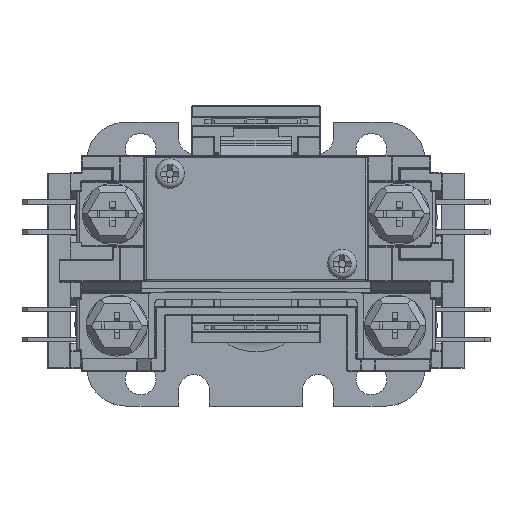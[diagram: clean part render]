
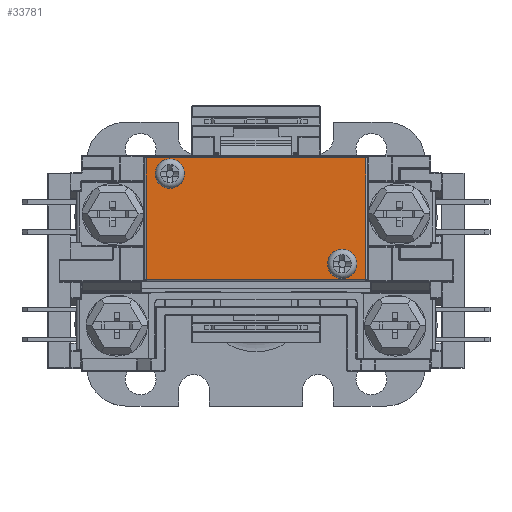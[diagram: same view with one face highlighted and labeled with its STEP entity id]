
A CAD part, top view. The second image highlights one B-rep face of the part: STEP entity #33781.
In plain terms, the highlighted planar face has unit normal (0, 0, 1).
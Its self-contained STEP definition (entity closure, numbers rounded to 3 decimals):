
#1579=FACE_BOUND('',#5305,.T.);
#1580=FACE_BOUND('',#5306,.T.);
#1915=PLANE('',#36623);
#3541=FACE_OUTER_BOUND('',#5304,.T.);
#5304=EDGE_LOOP('',(#25526,#25527,#25528,#25529));
#5305=EDGE_LOOP('',(#25530,#25531));
#5306=EDGE_LOOP('',(#25532,#25533));
#7542=LINE('',#54261,#10486);
#7544=LINE('',#54264,#10488);
#7550=LINE('',#54273,#10494);
#7552=LINE('',#54276,#10496);
#10486=VECTOR('',#43390,10.);
#10488=VECTOR('',#43394,10.);
#10494=VECTOR('',#43406,10.);
#10496=VECTOR('',#43410,10.);
#12917=CIRCLE('',#36478,2.625);
#12918=CIRCLE('',#36479,2.625);
#12923=CIRCLE('',#36487,2.625);
#12924=CIRCLE('',#36488,2.625);
#14758=VERTEX_POINT('',#53764);
#14759=VERTEX_POINT('',#53766);
#14762=VERTEX_POINT('',#53778);
#14763=VERTEX_POINT('',#53780);
#14912=VERTEX_POINT('',#54236);
#14915=VERTEX_POINT('',#54243);
#14916=VERTEX_POINT('',#54247);
#14921=VERTEX_POINT('',#54257);
#18492=EDGE_CURVE('',#14759,#14758,#12917,.T.);
#18493=EDGE_CURVE('',#14758,#14759,#12918,.T.);
#18499=EDGE_CURVE('',#14763,#14762,#12923,.T.);
#18500=EDGE_CURVE('',#14762,#14763,#12924,.T.);
#18733=EDGE_CURVE('',#14916,#14921,#7542,.T.);
#18735=EDGE_CURVE('',#14921,#14915,#7544,.T.);
#18741=EDGE_CURVE('',#14912,#14916,#7550,.T.);
#18743=EDGE_CURVE('',#14915,#14912,#7552,.T.);
#25526=ORIENTED_EDGE('',*,*,#18733,.F.);
#25527=ORIENTED_EDGE('',*,*,#18741,.F.);
#25528=ORIENTED_EDGE('',*,*,#18743,.F.);
#25529=ORIENTED_EDGE('',*,*,#18735,.F.);
#25530=ORIENTED_EDGE('',*,*,#18492,.T.);
#25531=ORIENTED_EDGE('',*,*,#18493,.T.);
#25532=ORIENTED_EDGE('',*,*,#18499,.T.);
#25533=ORIENTED_EDGE('',*,*,#18500,.T.);
#33781=ADVANCED_FACE('',(#3541,#1579,#1580),#1915,.T.);
#36478=AXIS2_PLACEMENT_3D('',#53767,#42922,#42923);
#36479=AXIS2_PLACEMENT_3D('',#53768,#42924,#42925);
#36487=AXIS2_PLACEMENT_3D('',#53781,#42941,#42942);
#36488=AXIS2_PLACEMENT_3D('',#53782,#42943,#42944);
#36623=AXIS2_PLACEMENT_3D('',#54286,#43424,#43425);
#42922=DIRECTION('center_axis',(0.,0.,-1.));
#42923=DIRECTION('ref_axis',(1.,0.,0.));
#42924=DIRECTION('center_axis',(0.,0.,-1.));
#42925=DIRECTION('ref_axis',(1.,0.,0.));
#42941=DIRECTION('center_axis',(0.,0.,-1.));
#42942=DIRECTION('ref_axis',(1.,0.,0.));
#42943=DIRECTION('center_axis',(0.,0.,-1.));
#42944=DIRECTION('ref_axis',(1.,0.,0.));
#43390=DIRECTION('',(-1.,0.,0.));
#43394=DIRECTION('',(0.,1.,0.));
#43406=DIRECTION('',(0.,-1.,0.));
#43410=DIRECTION('',(1.,0.,0.));
#43424=DIRECTION('center_axis',(0.,0.,1.));
#43425=DIRECTION('ref_axis',(1.,0.,0.));
#53764=CARTESIAN_POINT('',(12.8,-0.075,65.));
#53766=CARTESIAN_POINT('',(18.05,-0.075,65.));
#53767=CARTESIAN_POINT('Origin',(15.425,-0.075,65.));
#53768=CARTESIAN_POINT('Origin',(15.425,-0.075,65.));
#53778=CARTESIAN_POINT('',(-18.05,16.075,65.));
#53780=CARTESIAN_POINT('',(-12.8,16.075,65.));
#53781=CARTESIAN_POINT('Origin',(-15.425,16.075,65.));
#53782=CARTESIAN_POINT('Origin',(-15.425,16.075,65.));
#54236=CARTESIAN_POINT('',(19.65,18.9,65.));
#54243=CARTESIAN_POINT('',(-19.65,18.9,65.));
#54247=CARTESIAN_POINT('',(19.65,-2.9,65.));
#54257=CARTESIAN_POINT('',(-19.65,-2.9,65.));
#54261=CARTESIAN_POINT('',(-9.95,-2.9,65.));
#54264=CARTESIAN_POINT('',(-19.65,13.575,65.));
#54273=CARTESIAN_POINT('',(19.65,2.425,65.));
#54276=CARTESIAN_POINT('',(9.95,18.9,65.));
#54286=CARTESIAN_POINT('Origin',(0.,8.,65.));
